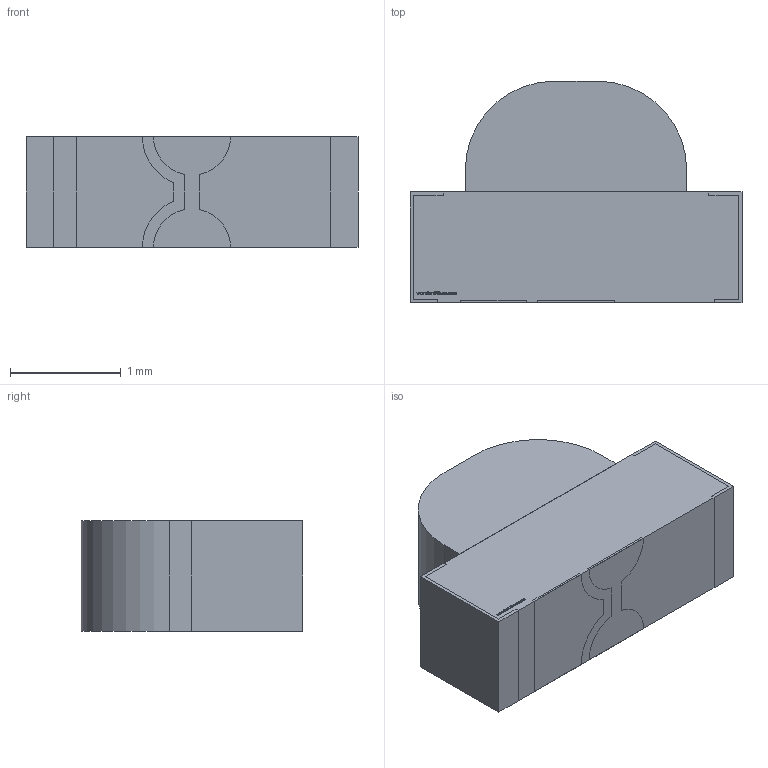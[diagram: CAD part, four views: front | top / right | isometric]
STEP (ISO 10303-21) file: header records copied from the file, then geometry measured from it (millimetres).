
FILE_DESCRIPTION (( 'STEP AP214' ), '1' );
FILE_NAME ('XZxx56W.STEP', '2015-09-11T18:03:32', ( '' ), ( '' ), 'SwSTEP 2.0', 'SolidWorks 2012', '' );
FILE_SCHEMA (( 'AUTOMOTIVE_DESIGN' ));
Length unit declared in the file: millimetre
Products named in the file (1): XZxx56W
Bounding box: 3 x 2 x 1 mm (x, y, z)
Volume: 4.8 mm3; surface area: 31.5 mm2
Topology: 9 solids, 9 shells, 302 faces, 792 edges, 528 vertices
Faces by surface type: plane 195, bspline 99, cylinder 8
Entity records: 13880 total; most frequent: CARTESIAN_POINT 6978, ORIENTED_EDGE 1584, DIRECTION 1018, EDGE_CURVE 792, VECTOR 578, LINE 578, VERTEX_POINT 528, EDGE_LOOP 322
